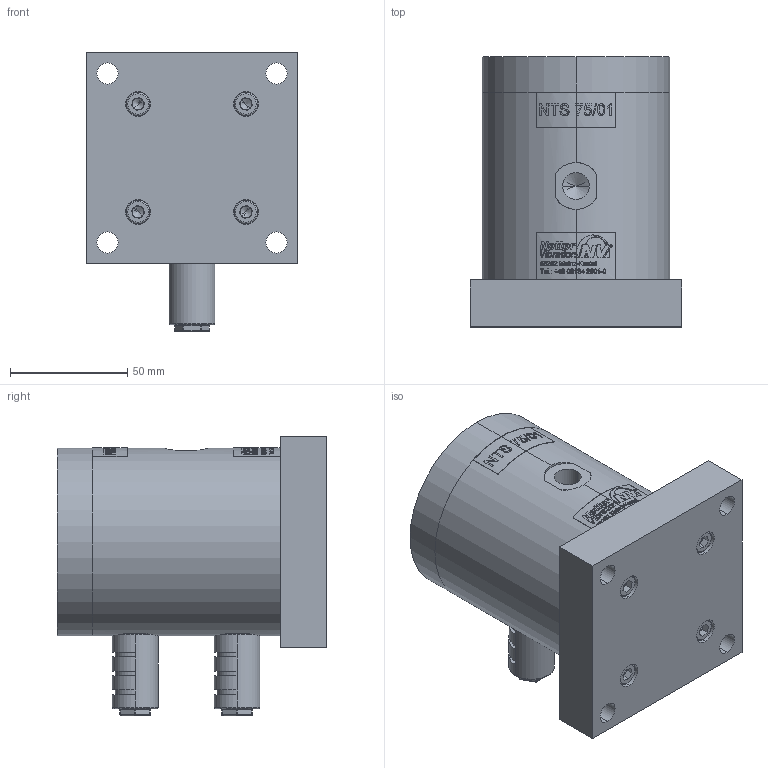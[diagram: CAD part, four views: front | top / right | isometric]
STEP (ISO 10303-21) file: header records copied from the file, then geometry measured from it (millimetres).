
FILE_DESCRIPTION (( 'STEP AP214' ), '1' );
FILE_NAME ('NTS 75-01 Kolbenvibrator #03511000.STEP', '2022-02-11T07:51:45', ( '' ), ( '' ), 'SwSTEP 2.0', 'SolidWorks 2015', '' );
FILE_SCHEMA (( 'AUTOMOTIVE_DESIGN' ));
Length unit declared in the file: millimetre
Products named in the file (1): NTS 75-01 Kolbenvibrator #03511000
Bounding box: 90 x 115 x 119 mm (x, y, z)
Volume: 652019.4 mm3; surface area: 91971.9 mm2
Topology: 15 solids, 15 shells, 587 faces, 1952 edges, 1480 vertices
Faces by surface type: cylinder 266, plane 193, cone 58, torus 54, sphere 16
Entity records: 31510 total; most frequent: CARTESIAN_POINT 13739, ORIENTED_EDGE 3812, DIRECTION 3158, EDGE_CURVE 1906, VERTEX_POINT 1480, AXIS2_PLACEMENT_3D 1264, EDGE_LOOP 742, CIRCLE 676
